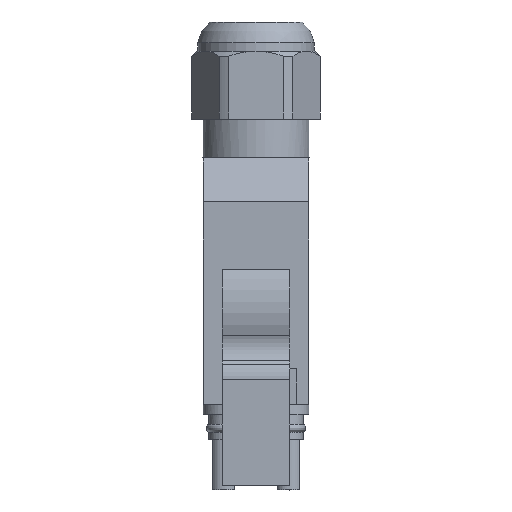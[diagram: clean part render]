
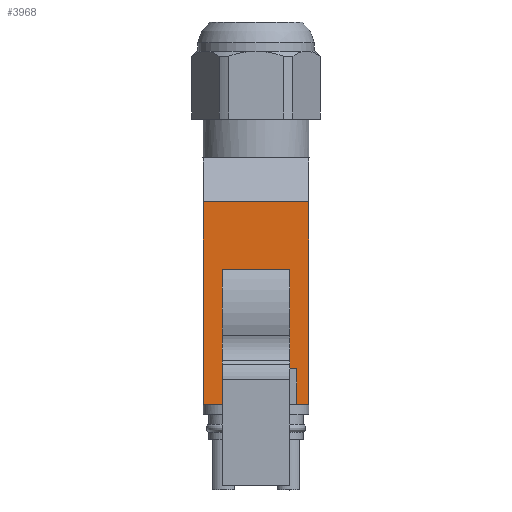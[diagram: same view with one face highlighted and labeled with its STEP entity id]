
A CAD part, left-side view. The second image highlights one B-rep face of the part: STEP entity #3968.
In plain terms, the highlighted planar face has unit normal (-1, 0, 0).
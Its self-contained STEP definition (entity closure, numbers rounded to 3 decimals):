
#2154=PLANE('',#8222);
#2407=FACE_OUTER_BOUND('',#4382,.T.);
#2870=LINE('',#11011,#3500);
#2873=LINE('',#11017,#3503);
#2878=LINE('',#11029,#3508);
#2881=LINE('',#11035,#3511);
#2888=LINE('',#11089,#3518);
#2889=LINE('',#11113,#3519);
#2890=LINE('',#11130,#3520);
#2892=LINE('',#11145,#3522);
#2894=LINE('',#11149,#3524);
#2895=LINE('',#11151,#3525);
#2896=LINE('',#11152,#3526);
#2897=LINE('',#11154,#3527);
#3500=VECTOR('',#9117,1.);
#3503=VECTOR('',#9122,1.);
#3508=VECTOR('',#9129,1.);
#3511=VECTOR('',#9134,1.);
#3518=VECTOR('',#9145,1.);
#3519=VECTOR('',#9146,1.);
#3520=VECTOR('',#9149,1.);
#3522=VECTOR('',#9151,1.);
#3524=VECTOR('',#9155,1.);
#3525=VECTOR('',#9156,1.);
#3526=VECTOR('',#9157,1.);
#3527=VECTOR('',#9158,1.);
#3968=ADVANCED_FACE('',(#2407),#2154,.T.);
#4382=EDGE_LOOP('',(#5251,#5252,#5253,#5254,#5255,#5256,#5257,#5258,#5259,
#5260,#5261,#5262));
#5251=ORIENTED_EDGE('',*,*,#7167,.T.);
#5252=ORIENTED_EDGE('',*,*,#7168,.T.);
#5253=ORIENTED_EDGE('',*,*,#7165,.T.);
#5254=ORIENTED_EDGE('',*,*,#7163,.T.);
#5255=ORIENTED_EDGE('',*,*,#7159,.F.);
#5256=ORIENTED_EDGE('',*,*,#7157,.T.);
#5257=ORIENTED_EDGE('',*,*,#7137,.T.);
#5258=ORIENTED_EDGE('',*,*,#7142,.T.);
#5259=ORIENTED_EDGE('',*,*,#7145,.T.);
#5260=ORIENTED_EDGE('',*,*,#7169,.T.);
#5261=ORIENTED_EDGE('',*,*,#7170,.F.);
#5262=ORIENTED_EDGE('',*,*,#7134,.T.);
#6467=VERTEX_POINT('',#11012);
#6468=VERTEX_POINT('',#11013);
#6469=VERTEX_POINT('',#11018);
#6470=VERTEX_POINT('',#11019);
#6473=VERTEX_POINT('',#11027);
#6476=VERTEX_POINT('',#11034);
#6485=VERTEX_POINT('',#11090);
#6486=VERTEX_POINT('',#11114);
#6489=VERTEX_POINT('',#11131);
#6490=VERTEX_POINT('',#11146);
#6491=VERTEX_POINT('',#11150);
#6492=VERTEX_POINT('',#11153);
#7134=EDGE_CURVE('',#6467,#6468,#2870,.T.);
#7137=EDGE_CURVE('',#6469,#6470,#2873,.T.);
#7142=EDGE_CURVE('',#6470,#6473,#2878,.T.);
#7145=EDGE_CURVE('',#6473,#6476,#2881,.T.);
#7157=EDGE_CURVE('',#6485,#6469,#2888,.T.);
#7159=EDGE_CURVE('',#6485,#6486,#2889,.T.);
#7163=EDGE_CURVE('',#6489,#6486,#2890,.T.);
#7165=EDGE_CURVE('',#6490,#6489,#2892,.T.);
#7167=EDGE_CURVE('',#6468,#6491,#2894,.T.);
#7168=EDGE_CURVE('',#6491,#6490,#2895,.T.);
#7169=EDGE_CURVE('',#6476,#6492,#2896,.T.);
#7170=EDGE_CURVE('',#6467,#6492,#2897,.T.);
#8222=AXIS2_PLACEMENT_3D('',#11155,#9159,#9160);
#9117=DIRECTION('',(0.,1.,0.));
#9122=DIRECTION('',(0.,0.,-1.));
#9129=DIRECTION('',(0.,-1.,0.));
#9134=DIRECTION('',(0.,0.,-1.));
#9145=DIRECTION('',(0.,-0.202,-0.979));
#9146=DIRECTION('',(0.,1.,0.));
#9149=DIRECTION('',(0.,-0.202,0.979));
#9151=DIRECTION('',(0.,0.,1.));
#9155=DIRECTION('',(0.,0.,-1.));
#9156=DIRECTION('',(0.,-1.,0.));
#9157=DIRECTION('',(0.,-1.,0.));
#9158=DIRECTION('',(0.,0.,-1.));
#9159=DIRECTION('',(-1.,0.,0.));
#9160=DIRECTION('',(0.,-1.,0.));
#11011=CARTESIAN_POINT('',(-18.35,10.9,48.849));
#11012=CARTESIAN_POINT('',(-18.35,-10.9,48.849));
#11013=CARTESIAN_POINT('',(-18.35,10.9,48.849));
#11017=CARTESIAN_POINT('',(-18.35,-4.5,22.9));
#11018=CARTESIAN_POINT('',(-18.35,-4.5,22.9));
#11019=CARTESIAN_POINT('',(-18.35,-4.5,14.5));
#11027=CARTESIAN_POINT('',(-18.35,-8.4,14.5));
#11029=CARTESIAN_POINT('',(-18.35,-4.5,14.5));
#11034=CARTESIAN_POINT('',(-18.35,-8.4,7.1));
#11035=CARTESIAN_POINT('',(-18.35,-8.4,14.5));
#11089=CARTESIAN_POINT('',(-18.35,-2.,35.));
#11090=CARTESIAN_POINT('',(-18.35,-2.,35.));
#11113=CARTESIAN_POINT('',(-18.35,-2.,35.));
#11114=CARTESIAN_POINT('',(-18.35,2.,35.));
#11130=CARTESIAN_POINT('',(-18.35,4.5,22.9));
#11131=CARTESIAN_POINT('',(-18.35,4.5,22.9));
#11145=CARTESIAN_POINT('',(-18.35,4.5,7.1));
#11146=CARTESIAN_POINT('',(-18.35,4.5,7.1));
#11149=CARTESIAN_POINT('',(-18.35,10.9,4.44));
#11150=CARTESIAN_POINT('',(-18.35,10.9,7.1));
#11151=CARTESIAN_POINT('',(-18.35,9.9,7.1));
#11152=CARTESIAN_POINT('',(-18.35,-8.4,7.1));
#11153=CARTESIAN_POINT('',(-18.35,-10.9,7.1));
#11154=CARTESIAN_POINT('',(-18.35,-10.9,-0.3));
#11155=CARTESIAN_POINT('',(-18.35,11.2,4.44));
